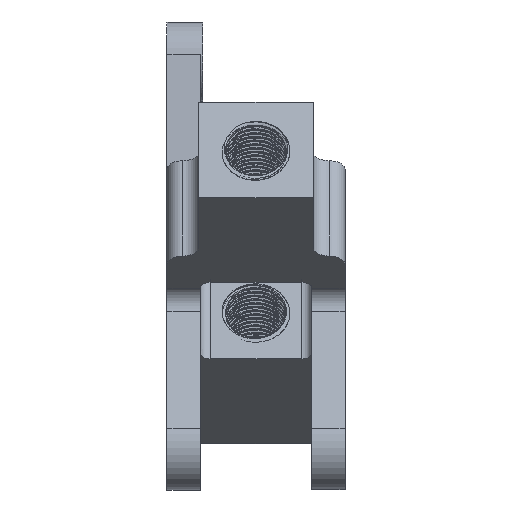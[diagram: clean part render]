
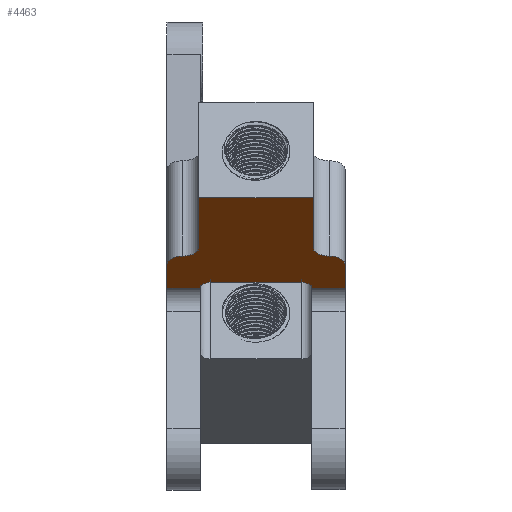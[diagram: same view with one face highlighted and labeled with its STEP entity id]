
A CAD part, top view. The second image highlights one B-rep face of the part: STEP entity #4463.
In plain terms, the highlighted face is planar.
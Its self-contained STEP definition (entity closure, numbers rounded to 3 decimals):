
#71=PLANE('',#4765);
#203=FACE_OUTER_BOUND('',#450,.T.);
#450=EDGE_LOOP('',(#3287,#3288,#3289,#3290,#3291,#3292,#3293,#3294,#3295,
#3296,#3297,#3298,#3299,#3300));
#638=CIRCLE('',#4766,2.);
#639=CIRCLE('',#4767,2.);
#640=CIRCLE('',#4768,3.);
#641=CIRCLE('',#4769,3.);
#642=CIRCLE('',#4770,3.);
#643=CIRCLE('',#4771,3.);
#1153=LINE('',#10289,#1410);
#1160=LINE('',#12286,#1417);
#1162=LINE('',#12292,#1419);
#1163=LINE('',#12296,#1420);
#1164=LINE('',#12298,#1421);
#1165=LINE('',#12304,#1422);
#1166=LINE('',#12306,#1423);
#1167=LINE('',#12308,#1424);
#1410=VECTOR('',#5315,10.);
#1417=VECTOR('',#5346,10.);
#1419=VECTOR('',#5352,10.);
#1420=VECTOR('',#5355,10.);
#1421=VECTOR('',#5356,10.);
#1422=VECTOR('',#5361,10.);
#1423=VECTOR('',#5362,10.);
#1424=VECTOR('',#5363,10.);
#1762=VERTEX_POINT('',#9836);
#1795=VERTEX_POINT('',#10286);
#1796=VERTEX_POINT('',#10288);
#1799=VERTEX_POINT('',#12289);
#1800=VERTEX_POINT('',#12291);
#1801=VERTEX_POINT('',#12293);
#1802=VERTEX_POINT('',#12295);
#1803=VERTEX_POINT('',#12297);
#1804=VERTEX_POINT('',#12299);
#1805=VERTEX_POINT('',#12301);
#1806=VERTEX_POINT('',#12303);
#1807=VERTEX_POINT('',#12305);
#1808=VERTEX_POINT('',#12307);
#1809=VERTEX_POINT('',#12309);
#2342=EDGE_CURVE('',#1795,#1796,#1153,.T.);
#2371=EDGE_CURVE('',#1762,#1795,#1160,.T.);
#2373=EDGE_CURVE('',#1799,#1762,#638,.T.);
#2374=EDGE_CURVE('',#1799,#1800,#1162,.T.);
#2375=EDGE_CURVE('',#1801,#1800,#639,.T.);
#2376=EDGE_CURVE('',#1802,#1801,#1163,.T.);
#2377=EDGE_CURVE('',#1802,#1803,#1164,.T.);
#2378=EDGE_CURVE('',#1804,#1803,#640,.T.);
#2379=EDGE_CURVE('',#1805,#1804,#641,.T.);
#2380=EDGE_CURVE('',#1805,#1806,#1165,.T.);
#2381=EDGE_CURVE('',#1807,#1806,#1166,.T.);
#2382=EDGE_CURVE('',#1807,#1808,#1167,.T.);
#2383=EDGE_CURVE('',#1809,#1808,#642,.T.);
#2384=EDGE_CURVE('',#1796,#1809,#643,.T.);
#3287=ORIENTED_EDGE('',*,*,#2371,.F.);
#3288=ORIENTED_EDGE('',*,*,#2373,.F.);
#3289=ORIENTED_EDGE('',*,*,#2374,.T.);
#3290=ORIENTED_EDGE('',*,*,#2375,.F.);
#3291=ORIENTED_EDGE('',*,*,#2376,.F.);
#3292=ORIENTED_EDGE('',*,*,#2377,.T.);
#3293=ORIENTED_EDGE('',*,*,#2378,.F.);
#3294=ORIENTED_EDGE('',*,*,#2379,.F.);
#3295=ORIENTED_EDGE('',*,*,#2380,.T.);
#3296=ORIENTED_EDGE('',*,*,#2381,.F.);
#3297=ORIENTED_EDGE('',*,*,#2382,.T.);
#3298=ORIENTED_EDGE('',*,*,#2383,.F.);
#3299=ORIENTED_EDGE('',*,*,#2384,.F.);
#3300=ORIENTED_EDGE('',*,*,#2342,.F.);
#4463=ADVANCED_FACE('',(#203),#71,.F.);
#4765=AXIS2_PLACEMENT_3D('',#12288,#5348,#5349);
#4766=AXIS2_PLACEMENT_3D('',#12290,#5350,#5351);
#4767=AXIS2_PLACEMENT_3D('',#12294,#5353,#5354);
#4768=AXIS2_PLACEMENT_3D('',#12300,#5357,#5358);
#4769=AXIS2_PLACEMENT_3D('',#12302,#5359,#5360);
#4770=AXIS2_PLACEMENT_3D('',#12310,#5364,#5365);
#4771=AXIS2_PLACEMENT_3D('',#12311,#5366,#5367);
#5315=DIRECTION('',(0.,0.,1.));
#5346=DIRECTION('',(-1.,0.,0.));
#5348=DIRECTION('center_axis',(0.,1.,0.));
#5349=DIRECTION('ref_axis',(-1.,0.,0.));
#5350=DIRECTION('center_axis',(0.,-1.,0.));
#5351=DIRECTION('ref_axis',(-0.707,0.,0.707));
#5352=DIRECTION('',(1.,0.,0.));
#5353=DIRECTION('center_axis',(0.,-1.,0.));
#5354=DIRECTION('ref_axis',(0.707,0.,0.707));
#5355=DIRECTION('',(-1.,0.,0.));
#5356=DIRECTION('',(0.,0.,1.));
#5357=DIRECTION('center_axis',(0.,1.,0.));
#5358=DIRECTION('ref_axis',(0.707,0.,0.707));
#5359=DIRECTION('center_axis',(0.,-1.,0.));
#5360=DIRECTION('ref_axis',(-0.707,0.,-0.707));
#5361=DIRECTION('',(0.,0.,1.));
#5362=DIRECTION('',(1.,0.,0.));
#5363=DIRECTION('',(0.,0.,-1.));
#5364=DIRECTION('center_axis',(0.,-1.,0.));
#5365=DIRECTION('ref_axis',(0.707,0.,-0.707));
#5366=DIRECTION('center_axis',(0.,1.,0.));
#5367=DIRECTION('ref_axis',(-0.707,0.,0.707));
#9836=CARTESIAN_POINT('',(-61.597,9.7,23.114));
#10286=CARTESIAN_POINT('',(-67.797,9.7,23.114));
#10288=CARTESIAN_POINT('',(-67.797,9.7,31.114));
#10289=CARTESIAN_POINT('',(-67.797,9.7,1.714));
#12286=CARTESIAN_POINT('',(-59.447,9.7,23.114));
#12288=CARTESIAN_POINT('Origin',(-51.097,9.7,27.914));
#12289=CARTESIAN_POINT('',(-59.597,9.7,25.114));
#12290=CARTESIAN_POINT('Origin',(-59.597,9.7,23.114));
#12291=CARTESIAN_POINT('',(-42.597,9.7,25.114));
#12292=CARTESIAN_POINT('',(-51.097,9.7,25.114));
#12293=CARTESIAN_POINT('',(-40.597,9.7,23.114));
#12294=CARTESIAN_POINT('Origin',(-42.597,9.7,23.114));
#12295=CARTESIAN_POINT('',(-34.397,9.7,23.114));
#12296=CARTESIAN_POINT('',(-42.747,9.7,23.114));
#12297=CARTESIAN_POINT('',(-34.397,9.7,31.114));
#12298=CARTESIAN_POINT('',(-34.397,9.7,29.114));
#12299=CARTESIAN_POINT('',(-37.397,9.7,34.114));
#12300=CARTESIAN_POINT('Origin',(-37.397,9.7,31.114));
#12301=CARTESIAN_POINT('',(-40.397,9.7,37.114));
#12302=CARTESIAN_POINT('Origin',(-37.397,9.7,37.114));
#12303=CARTESIAN_POINT('',(-40.397,9.7,54.114));
#12304=CARTESIAN_POINT('',(-40.397,9.7,34.389));
#12305=CARTESIAN_POINT('',(-61.797,9.7,54.114));
#12306=CARTESIAN_POINT('',(-67.797,9.7,54.114));
#12307=CARTESIAN_POINT('',(-61.797,9.7,37.114));
#12308=CARTESIAN_POINT('',(-61.797,9.7,34.389));
#12309=CARTESIAN_POINT('',(-64.797,9.7,34.114));
#12310=CARTESIAN_POINT('Origin',(-64.797,9.7,37.114));
#12311=CARTESIAN_POINT('Origin',(-64.797,9.7,31.114));
